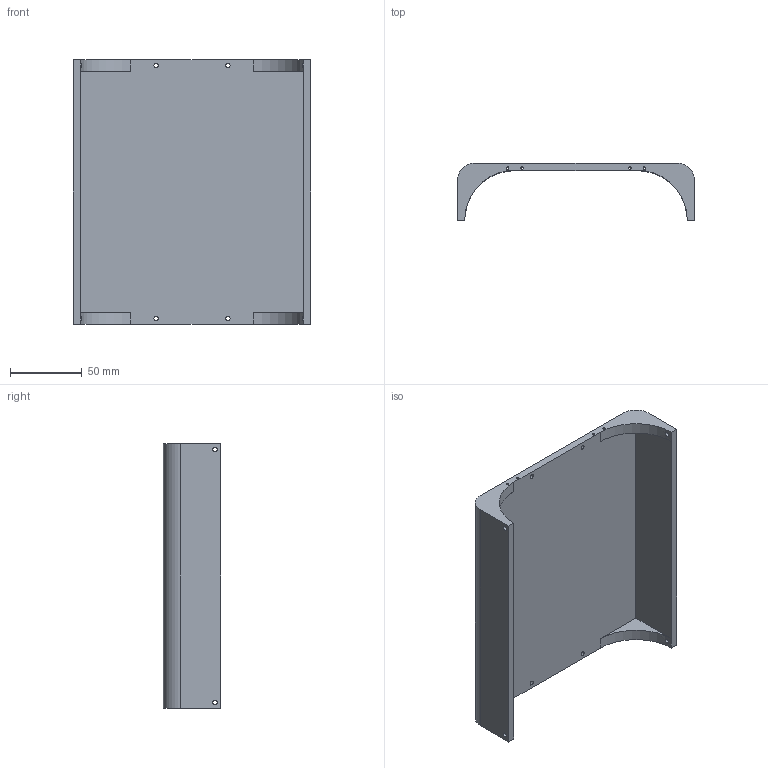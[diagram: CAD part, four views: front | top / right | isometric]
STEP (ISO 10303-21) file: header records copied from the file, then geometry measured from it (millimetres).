
FILE_DESCRIPTION(/* description */ ('STEP AP242','CAx-IF Rec.Pracs.---Representation and Presentation of Product Manufacturing Information (PMI)---4.0---2014-10-13','CAx-IF Rec.Pracs.---3D Tessellated Geometry---0.4---2014-09-14','2;1'),/* implementation_level */ '2;1');
FILE_NAME(/* name */ '66c63f204c2e2a4146ecede1',/* time_stamp */ '2024-08-21T19:25:20Z',/* author */ (''),/* organization */ (''),/* preprocessor_version */ 'ST-DEVELOPER v20',/* originating_system */ ' ',/* authorisation */ ' ');
FILE_SCHEMA (('AP242_MANAGED_MODEL_BASED_3D_ENGINEERING_MIM_LF { 1 0 10303 442 1 1 4 }'));
Length unit declared in the file: metre
Products named in the file (1): lid_v4
Bounding box: 165 x 40 x 184 mm (x, y, z)
Volume: 211179.6 mm3; surface area: 94573.5 mm2
Topology: 1 solids, 1 shells, 32 faces, 88 edges, 58 vertices
Faces by surface type: cylinder 18, plane 14
Full cylindrical faces by diameter (mm): 1.75 x4, 3 x8
Entity records: 1052 total; most frequent: CARTESIAN_POINT 203, DIRECTION 168, ORIENTED_EDGE 148, EDGE_CURVE 74, EDGE_LOOP 68, FACE_BOUND 68, AXIS2_PLACEMENT_3D 65, VERTEX_POINT 56
